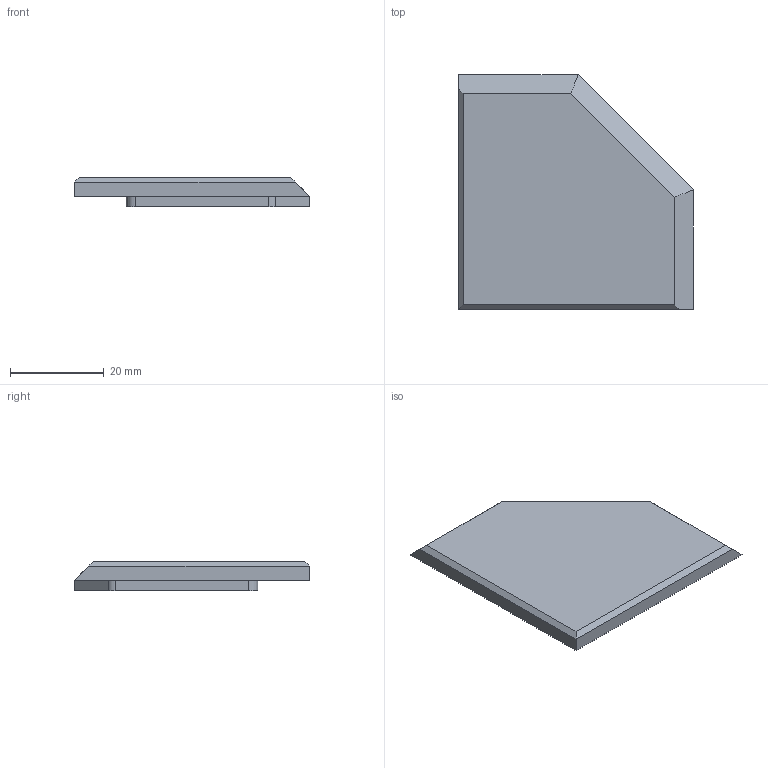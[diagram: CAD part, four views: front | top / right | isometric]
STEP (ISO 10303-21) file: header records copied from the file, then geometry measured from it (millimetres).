
FILE_DESCRIPTION(/* description */ (''),/* implementation_level */ '2;1');
FILE_NAME(/* name */ 'MagLatch90.step',/* time_stamp */ '2021-11-09T21:32:12+01:00',/* author */ (''),/* organization */ (''),/* preprocessor_version */ 'ST-DEVELOPER v18.1',/* originating_system */ 'Autodesk Translation Framework v10.10.0.1391',/* authorisation */ '');
FILE_SCHEMA (('AUTOMOTIVE_DESIGN { 1 0 10303 214 3 1 1 }'));
Length unit declared in the file: millimetre
Products named in the file (1): SW_Magnetic_Clip
Bounding box: 50 x 50 x 6.2 mm (x, y, z)
Volume: 10380.4 mm3; surface area: 5323.7 mm2
Topology: 1 solids, 1 shells, 26 faces, 58 edges, 37 vertices
Faces by surface type: plane 20, cylinder 6
Full cylindrical faces by diameter (mm): 6 x3
Entity records: 747 total; most frequent: DIRECTION 124, CARTESIAN_POINT 122, ORIENTED_EDGE 116, EDGE_CURVE 58, LINE 46, VECTOR 46, AXIS2_PLACEMENT_3D 39, VERTEX_POINT 37
